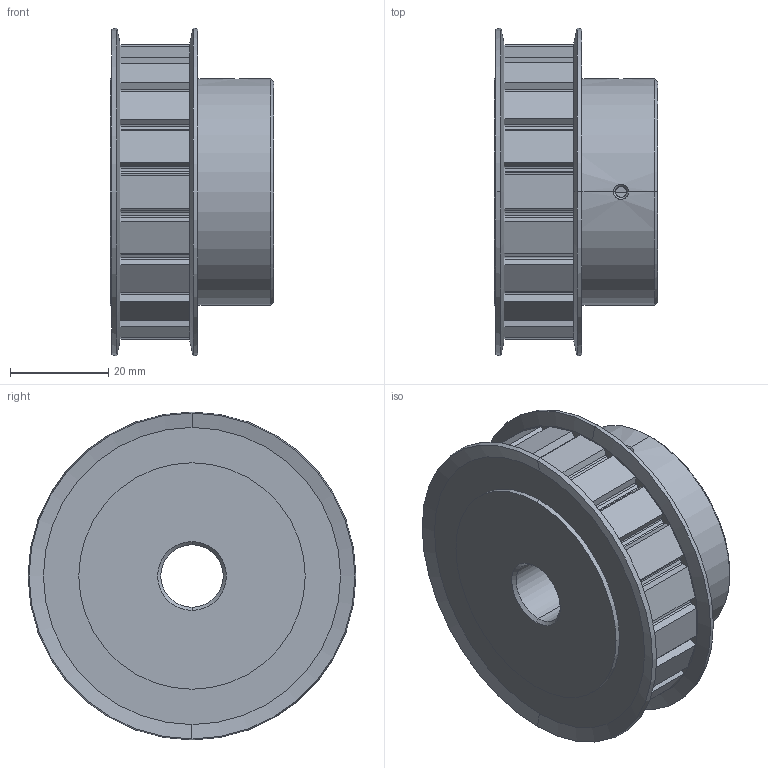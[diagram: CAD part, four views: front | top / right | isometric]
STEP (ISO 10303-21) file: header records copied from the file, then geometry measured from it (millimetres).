
FILE_DESCRIPTION (( 'STEP AP214' ), '1' );
FILE_NAME ('APB20L050BF-500.step', '2015-04-08T21:04:57', ( '' ), ( '' ), 'SwSTEP 2.0', 'SolidWorks 2014', '' );
FILE_SCHEMA (( 'AUTOMOTIVE_DESIGN' ));
Length unit declared in the file: inch
Products named in the file (1): APB20L050BF-500
Bounding box: 33.35 x 66.67 x 66.67 mm (x, y, z)
Volume: 70598.6 mm3; surface area: 15715 mm2
Topology: 1 solids, 1 shells, 166 faces, 467 edges, 305 vertices
Faces by surface type: cylinder 78, plane 66, cone 18, bspline 4
Entity records: 7372 total; most frequent: CARTESIAN_POINT 2920, DIRECTION 944, ORIENTED_EDGE 934, EDGE_CURVE 467, AXIS2_PLACEMENT_3D 333, VERTEX_POINT 305, LINE 278, VECTOR 278
